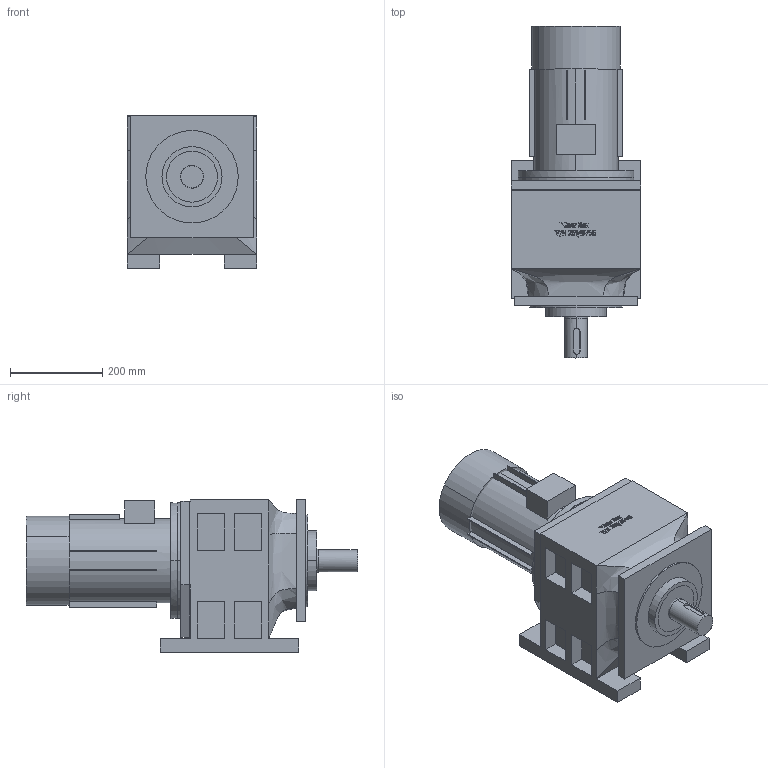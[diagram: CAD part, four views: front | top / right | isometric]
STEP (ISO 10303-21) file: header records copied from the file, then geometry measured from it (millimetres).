
FILE_DESCRIPTION(('CATIA V5 STEP Exchange'),'2;1');
FILE_NAME('GearMotorPump_Filtered_67_1.stp','2021-11-03T14:12:29+00:00',('none'),('none'),'Version 5-6 Release 2012','CATIA V5 STEP AP214 Edition 3','none');
FILE_SCHEMA(('AUTOMOTIVE_DESIGN { 1 0 10303 214 3 1 1 1 }'));
Length unit declared in the file: millimetre
Products named in the file (1): 1
Bounding box: 280 x 718 x 330 mm (x, y, z)
Volume: 30904109.5 mm3; surface area: 1429736.1 mm2
Topology: 7 solids, 7 shells, 881 faces, 2437 edges, 1629 vertices
Faces by surface type: plane 524, bspline 301, cylinder 56
Entity records: 29471 total; most frequent: CARTESIAN_POINT 9335, ORIENTED_EDGE 4874, DIRECTION 2709, EDGE_CURVE 2437, VERTEX_POINT 1629, VECTOR 1437, LINE 1437, EDGE_LOOP 1038
